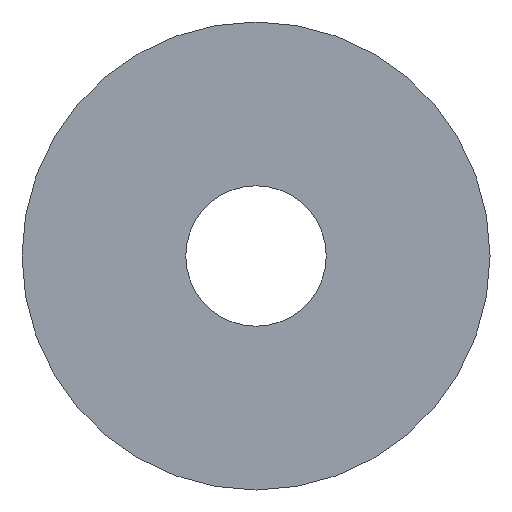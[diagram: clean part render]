
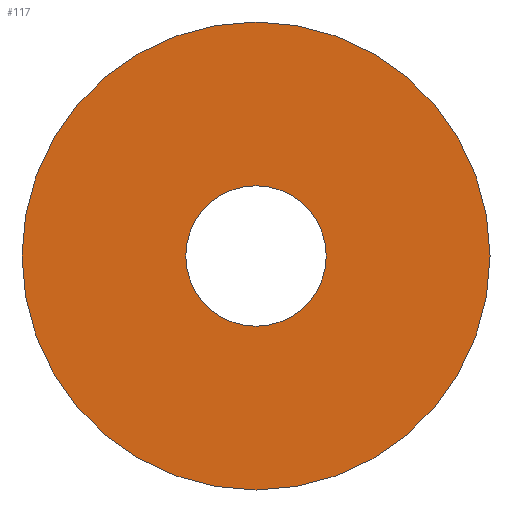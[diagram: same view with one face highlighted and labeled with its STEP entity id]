
A CAD part, front view. The second image highlights one B-rep face of the part: STEP entity #117.
In plain terms, the highlighted planar face has unit normal (0, -1, 0).
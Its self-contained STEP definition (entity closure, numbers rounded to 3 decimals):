
#12 = DIRECTION ( 'NONE',  ( 0., 0., 1. ) ) ;
#16 = CIRCLE ( 'NONE', #39, 1.5 ) ;
#17 = DIRECTION ( 'NONE',  ( 0., 1., 0. ) ) ;
#35 = DIRECTION ( 'NONE',  ( 0., 1., 0. ) ) ;
#39 = AXIS2_PLACEMENT_3D ( 'NONE', #198, #278, #281 ) ;
#44 = CARTESIAN_POINT ( 'NONE',  ( 5., -4., 0. ) ) ;
#49 = AXIS2_PLACEMENT_3D ( 'NONE', #44, #311, #293 ) ;
#50 = VERTEX_POINT ( 'NONE', #81 ) ;
#63 = AXIS2_PLACEMENT_3D ( 'NONE', #321, #17, #12 ) ;
#66 = CIRCLE ( 'NONE', #109, 1.5 ) ;
#70 = PLANE ( 'NONE',  #49 ) ;
#74 = EDGE_CURVE ( 'NONE', #108, #227, #66, .T. ) ;
#81 = CARTESIAN_POINT ( 'NONE',  ( 0., -4., 5. ) ) ;
#86 = EDGE_CURVE ( 'NONE', #227, #108, #16, .T. ) ;
#87 = AXIS2_PLACEMENT_3D ( 'NONE', #209, #35, #111 ) ;
#92 = CARTESIAN_POINT ( 'NONE',  ( 0., -4., 1.5 ) ) ;
#95 = DIRECTION ( 'NONE',  ( 0., -1., 0. ) ) ;
#98 = EDGE_LOOP ( 'NONE', ( #175, #197 ) ) ;
#108 = VERTEX_POINT ( 'NONE', #92 ) ;
#109 = AXIS2_PLACEMENT_3D ( 'NONE', #173, #95, #122 ) ;
#111 = DIRECTION ( 'NONE',  ( 0., 0., 1. ) ) ;
#115 = CIRCLE ( 'NONE', #87, 5. ) ;
#117 = ADVANCED_FACE ( 'NONE', ( #172, #146 ), #70, .F. ) ;
#122 = DIRECTION ( 'NONE',  ( 0., 0., 1. ) ) ;
#146 = FACE_OUTER_BOUND ( 'NONE', #282, .T. ) ;
#169 = EDGE_CURVE ( 'NONE', #306, #50, #221, .T. ) ;
#172 = FACE_BOUND ( 'NONE', #98, .T. ) ;
#173 = CARTESIAN_POINT ( 'NONE',  ( 0., -4., 0. ) ) ;
#175 = ORIENTED_EDGE ( 'NONE', *, *, #74, .F. ) ;
#192 = EDGE_CURVE ( 'NONE', #50, #306, #115, .T. ) ;
#197 = ORIENTED_EDGE ( 'NONE', *, *, #86, .F. ) ;
#198 = CARTESIAN_POINT ( 'NONE',  ( 0., -4., 0. ) ) ;
#209 = CARTESIAN_POINT ( 'NONE',  ( 0., -4., 0. ) ) ;
#221 = CIRCLE ( 'NONE', #63, 5. ) ;
#227 = VERTEX_POINT ( 'NONE', #314 ) ;
#276 = ORIENTED_EDGE ( 'NONE', *, *, #169, .F. ) ;
#278 = DIRECTION ( 'NONE',  ( 0., -1., 0. ) ) ;
#281 = DIRECTION ( 'NONE',  ( 0., 0., 1. ) ) ;
#282 = EDGE_LOOP ( 'NONE', ( #317, #276 ) ) ;
#286 = CARTESIAN_POINT ( 'NONE',  ( 0., -4., -5. ) ) ;
#293 = DIRECTION ( 'NONE',  ( 0., 0., 1. ) ) ;
#306 = VERTEX_POINT ( 'NONE', #286 ) ;
#311 = DIRECTION ( 'NONE',  ( 0., 1., 0. ) ) ;
#314 = CARTESIAN_POINT ( 'NONE',  ( 0., -4., -1.5 ) ) ;
#317 = ORIENTED_EDGE ( 'NONE', *, *, #192, .F. ) ;
#321 = CARTESIAN_POINT ( 'NONE',  ( 0., -4., 0. ) ) ;
